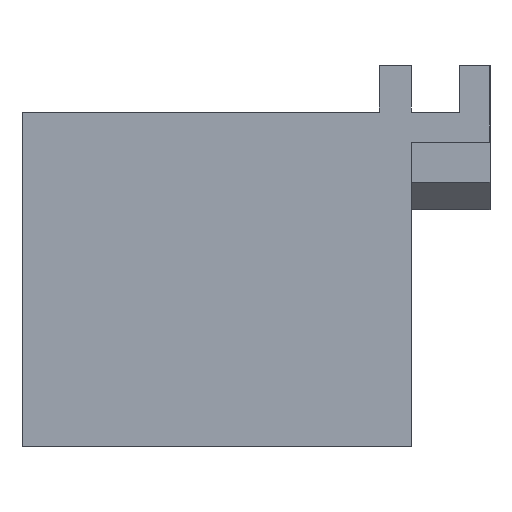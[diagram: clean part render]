
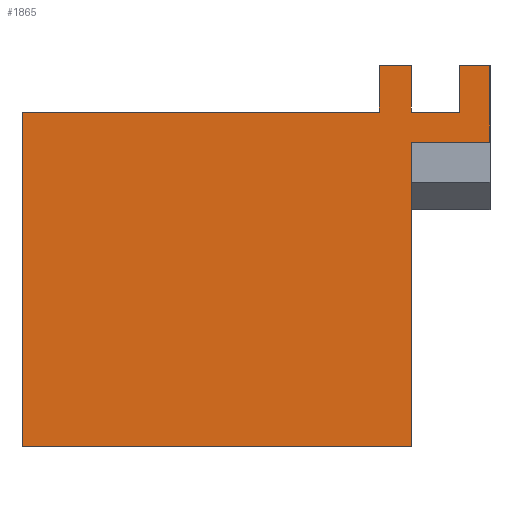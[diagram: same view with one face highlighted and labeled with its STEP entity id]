
A CAD part, left-side view. The second image highlights one B-rep face of the part: STEP entity #1865.
In plain terms, the highlighted planar face has unit normal (-1, 0, 0).
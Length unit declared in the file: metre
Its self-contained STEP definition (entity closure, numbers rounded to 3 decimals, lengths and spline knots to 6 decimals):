
#308=ORIENTED_EDGE('',*,*,#738,.F.);
#309=ORIENTED_EDGE('',*,*,#739,.T.);
#310=ORIENTED_EDGE('',*,*,#740,.T.);
#311=ORIENTED_EDGE('',*,*,#741,.T.);
#312=ORIENTED_EDGE('',*,*,#742,.F.);
#313=ORIENTED_EDGE('',*,*,#743,.T.);
#314=ORIENTED_EDGE('',*,*,#744,.F.);
#315=ORIENTED_EDGE('',*,*,#745,.T.);
#316=ORIENTED_EDGE('',*,*,#746,.T.);
#317=ORIENTED_EDGE('',*,*,#747,.T.);
#318=ORIENTED_EDGE('',*,*,#748,.T.);
#319=ORIENTED_EDGE('',*,*,#735,.F.);
#735=EDGE_CURVE('',#953,#954,#1167,.T.);
#738=EDGE_CURVE('',#955,#953,#1170,.T.);
#739=EDGE_CURVE('',#955,#956,#1171,.T.);
#740=EDGE_CURVE('',#956,#957,#1172,.T.);
#741=EDGE_CURVE('',#957,#958,#1173,.T.);
#742=EDGE_CURVE('',#959,#958,#1174,.T.);
#743=EDGE_CURVE('',#959,#960,#1175,.T.);
#744=EDGE_CURVE('',#961,#960,#1176,.T.);
#745=EDGE_CURVE('',#961,#962,#1177,.T.);
#746=EDGE_CURVE('',#962,#963,#1178,.T.);
#747=EDGE_CURVE('',#963,#964,#1179,.T.);
#748=EDGE_CURVE('',#964,#954,#1180,.T.);
#953=VERTEX_POINT('',#2854);
#954=VERTEX_POINT('',#2855);
#955=VERTEX_POINT('',#2860);
#956=VERTEX_POINT('',#2862);
#957=VERTEX_POINT('',#2864);
#958=VERTEX_POINT('',#2866);
#959=VERTEX_POINT('',#2868);
#960=VERTEX_POINT('',#2870);
#961=VERTEX_POINT('',#2872);
#962=VERTEX_POINT('',#2874);
#963=VERTEX_POINT('',#2876);
#964=VERTEX_POINT('',#2878);
#1167=LINE('',#2853,#1396);
#1170=LINE('',#2859,#1399);
#1171=LINE('',#2861,#1400);
#1172=LINE('',#2863,#1401);
#1173=LINE('',#2865,#1402);
#1174=LINE('',#2867,#1403);
#1175=LINE('',#2869,#1404);
#1176=LINE('',#2871,#1405);
#1177=LINE('',#2873,#1406);
#1178=LINE('',#2875,#1407);
#1179=LINE('',#2877,#1408);
#1180=LINE('',#2879,#1409);
#1396=VECTOR('',#2311,1.);
#1399=VECTOR('',#2316,1.);
#1400=VECTOR('',#2317,1.);
#1401=VECTOR('',#2318,1.);
#1402=VECTOR('',#2319,1.);
#1403=VECTOR('',#2320,1.);
#1404=VECTOR('',#2321,1.);
#1405=VECTOR('',#2322,1.);
#1406=VECTOR('',#2323,1.);
#1407=VECTOR('',#2324,1.);
#1408=VECTOR('',#2325,1.);
#1409=VECTOR('',#2326,1.);
#1532=EDGE_LOOP('',(#308,#309,#310,#311,#312,#313,#314,#315,#316,#317,#318,
#319));
#1660=FACE_BOUND('',#1532,.T.);
#1788=PLANE('',#1981);
#1865=ADVANCED_FACE('',(#1660),#1788,.T.);
#1981=AXIS2_PLACEMENT_3D('',#2858,#2314,#2315);
#2311=DIRECTION('',(0.,1.,0.));
#2314=DIRECTION('',(-1.,0.,0.));
#2315=DIRECTION('',(0.,-1.,0.));
#2316=DIRECTION('',(0.,0.,-1.));
#2317=DIRECTION('',(0.,-1.,0.));
#2318=DIRECTION('',(0.,0.,1.));
#2319=DIRECTION('',(0.,1.,0.));
#2320=DIRECTION('',(0.,0.,1.));
#2321=DIRECTION('',(0.,1.,0.));
#2322=DIRECTION('',(0.,0.,-1.));
#2323=DIRECTION('',(0.,1.,0.));
#2324=DIRECTION('',(0.,0.,-1.));
#2325=DIRECTION('',(0.,1.,0.));
#2326=DIRECTION('',(0.,0.,-1.));
#2853=CARTESIAN_POINT('',(0.105,0.01015,-0.0525));
#2854=CARTESIAN_POINT('',(0.105,-0.0202,-0.0525));
#2855=CARTESIAN_POINT('',(0.105,0.0405,-0.0525));
#2858=CARTESIAN_POINT('',(0.105,0.004,-0.02175));
#2859=CARTESIAN_POINT('',(0.105,-0.0202,-0.0254));
#2860=CARTESIAN_POINT('',(0.105,-0.0202,-0.005));
#2861=CARTESIAN_POINT('',(0.105,0.004,-0.005));
#2862=CARTESIAN_POINT('',(0.105,-0.0325,-0.005));
#2863=CARTESIAN_POINT('',(0.105,-0.0325,-0.005));
#2864=CARTESIAN_POINT('',(0.105,-0.0325,0.007));
#2865=CARTESIAN_POINT('',(0.105,0.0025,0.007));
#2866=CARTESIAN_POINT('',(0.105,-0.0278,0.007));
#2867=CARTESIAN_POINT('',(0.105,-0.0278,0.00335));
#2868=CARTESIAN_POINT('',(0.105,-0.0278,-0.0003));
#2869=CARTESIAN_POINT('',(0.105,0.01015,-0.0003));
#2870=CARTESIAN_POINT('',(0.105,-0.0202,-0.0003));
#2871=CARTESIAN_POINT('',(0.105,-0.0202,0.00335));
#2872=CARTESIAN_POINT('',(0.105,-0.0202,0.007));
#2873=CARTESIAN_POINT('',(0.105,0.0025,0.007));
#2874=CARTESIAN_POINT('',(0.105,-0.0152,0.007));
#2875=CARTESIAN_POINT('',(0.105,-0.0152,0.00335));
#2876=CARTESIAN_POINT('',(0.105,-0.0152,-0.0003));
#2877=CARTESIAN_POINT('',(0.105,0.01015,-0.0003));
#2878=CARTESIAN_POINT('',(0.105,0.0405,-0.0003));
#2879=CARTESIAN_POINT('',(0.105,0.0405,-0.0254));
